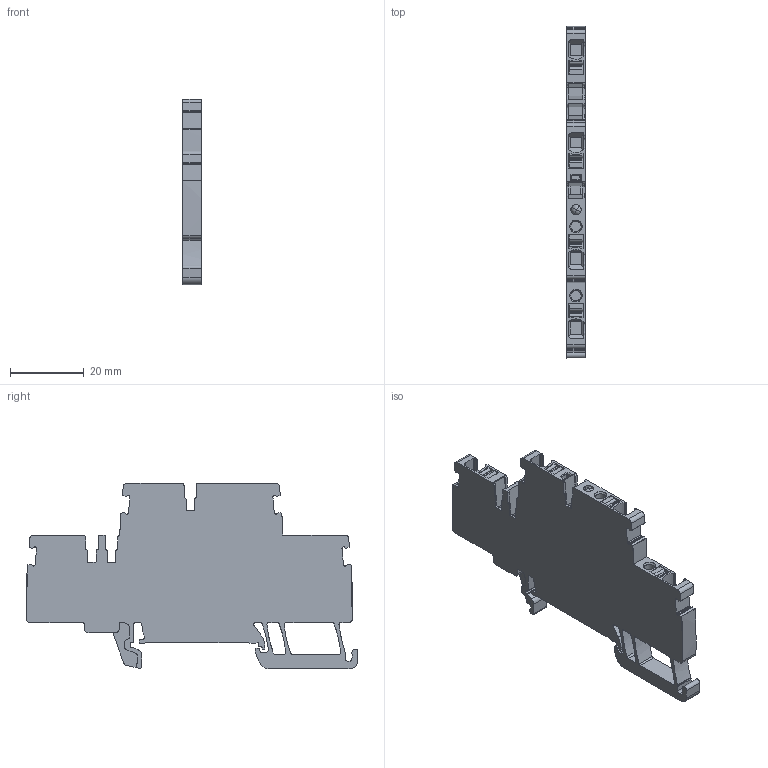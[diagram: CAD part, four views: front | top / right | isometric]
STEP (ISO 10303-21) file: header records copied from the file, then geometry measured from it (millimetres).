
FILE_DESCRIPTION(('CATIA V5 STEP Exchange','CAx-IF Rec.Pracs.--- Model Styling and Organization---1.4--- 2014-01-23'),'2;1');
FILE_NAME ('1168911-11_2', '2023-09-05T11:21:38+00:00', ('none'), ('Weidmueller'), 'CATIA Version 5-6 Release 2016 SP3 HF44', 'CATIA V5 STEP AP214', 'none');
FILE_SCHEMA(('AUTOMOTIVE_DESIGN { 1 0 10303 214 1 1 1 1 }'));
Length unit declared in the file: millimetre
Products named in the file (1): 2704410000
Bounding box: 5.1 x 89.73 x 50.15 mm (x, y, z)
Volume: 13992.7 mm3; surface area: 10010.8 mm2
Topology: 6 solids, 8 shells, 915 faces, 2622 edges, 1730 vertices
Faces by surface type: plane 402, cylinder 359, extrusion 140, cone 6, bspline 4, sphere 4
Entity records: 32385 total; most frequent: CARTESIAN_POINT 9591, ORIENTED_EDGE 5236, DIRECTION 3730, EDGE_CURVE 2618, VECTOR 1843, VERTEX_POINT 1730, LINE 1703, AXIS2_PLACEMENT_3D 1187
